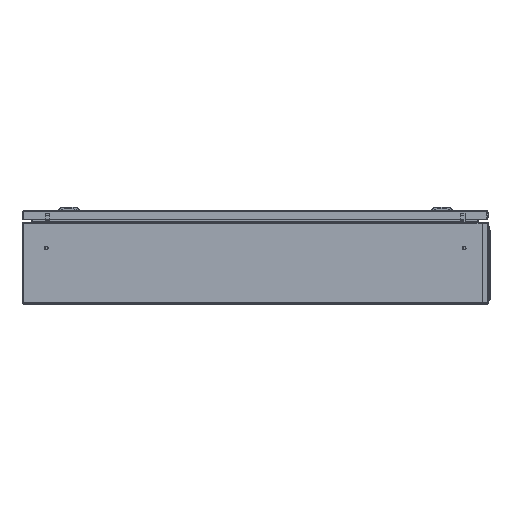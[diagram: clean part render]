
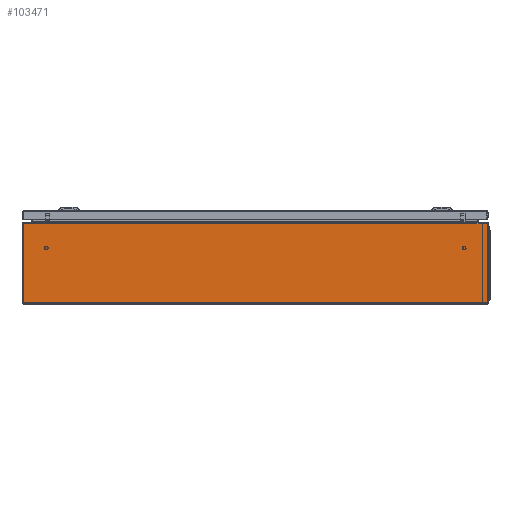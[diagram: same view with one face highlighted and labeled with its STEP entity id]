
A CAD part, left-side view. The second image highlights one B-rep face of the part: STEP entity #103471.
In plain terms, the highlighted planar face has unit normal (-1, 0, 0).
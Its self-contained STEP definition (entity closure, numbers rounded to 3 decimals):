
#1291 = CARTESIAN_POINT ( 'NONE',  ( -1.2, -85.1, -497.55 ) ) ;
#2204 = AXIS2_PLACEMENT_3D ( 'NONE', #100558, #22934, #57521 ) ;
#3803 = CARTESIAN_POINT ( 'NONE',  ( -1.2, 85.1, -497.3 ) ) ;
#3993 = DIRECTION ( 'NONE',  ( 0., 0., 1. ) ) ;
#7145 = ORIENTED_EDGE ( 'NONE', *, *, #65023, .T. ) ;
#7181 = EDGE_CURVE ( 'NONE', #75775, #48961, #53642, .T. ) ;
#7793 = CARTESIAN_POINT ( 'NONE',  ( -1.2, -85.1, 498.8 ) ) ;
#8884 = LINE ( 'NONE', #43467, #40857 ) ;
#10581 = DIRECTION ( 'NONE',  ( 0., 0., -1. ) ) ;
#10703 = DIRECTION ( 'NONE',  ( 0., 0., -1. ) ) ;
#14015 = ORIENTED_EDGE ( 'NONE', *, *, #7181, .F. ) ;
#14036 = VERTEX_POINT ( 'NONE', #1291 ) ;
#16162 = ORIENTED_EDGE ( 'NONE', *, *, #102650, .F. ) ;
#22127 = CARTESIAN_POINT ( 'NONE',  ( -1.2, 85.1, 497. ) ) ;
#22934 = DIRECTION ( 'NONE',  ( 1., 0., 0. ) ) ;
#24434 = DIRECTION ( 'NONE',  ( 0., -1., 0. ) ) ;
#24909 = EDGE_CURVE ( 'NONE', #110692, #48433, #67508, .T. ) ;
#30667 = VECTOR ( 'NONE', #42361, 1000. ) ;
#31449 = FACE_OUTER_BOUND ( 'NONE', #43094, .T. ) ;
#40857 = VECTOR ( 'NONE', #77994, 1000. ) ;
#42361 = DIRECTION ( 'NONE',  ( 0., 0., -1. ) ) ;
#43094 = EDGE_LOOP ( 'NONE', ( #62164, #110395, #103217, #92681, #16162, #7145, #14015 ) ) ;
#43467 = CARTESIAN_POINT ( 'NONE',  ( -1.2, 85.1, 498.8 ) ) ;
#44486 = VERTEX_POINT ( 'NONE', #70980 ) ;
#46005 = CARTESIAN_POINT ( 'NONE',  ( -1.2, -85.1, 496.95 ) ) ;
#47099 = LINE ( 'NONE', #81617, #75760 ) ;
#48433 = VERTEX_POINT ( 'NONE', #77495 ) ;
#48961 = VERTEX_POINT ( 'NONE', #46005 ) ;
#53556 = VECTOR ( 'NONE', #10703, 1000. ) ;
#53642 = LINE ( 'NONE', #88180, #66758 ) ;
#53769 = LINE ( 'NONE', #88304, #53556 ) ;
#56695 = DIRECTION ( 'NONE',  ( 0., -1., 0. ) ) ;
#57521 = DIRECTION ( 'NONE',  ( 0., 0., -1. ) ) ;
#57796 = EDGE_CURVE ( 'NONE', #110692, #91191, #8884, .T. ) ;
#62164 = ORIENTED_EDGE ( 'NONE', *, *, #98880, .F. ) ;
#65023 = EDGE_CURVE ( 'NONE', #14036, #48961, #47099, .T. ) ;
#66015 = PLANE ( 'NONE',  #2204 ) ;
#66758 = VECTOR ( 'NONE', #10581, 1000. ) ;
#67508 = LINE ( 'NONE', #102040, #95177 ) ;
#69464 = EDGE_CURVE ( 'NONE', #44486, #91191, #53769, .T. ) ;
#70980 = CARTESIAN_POINT ( 'NONE',  ( -1.2, 85.1, 497. ) ) ;
#75760 = VECTOR ( 'NONE', #3993, 1000. ) ;
#75775 = VERTEX_POINT ( 'NONE', #104456 ) ;
#77495 = CARTESIAN_POINT ( 'NONE',  ( -1.2, -85.1, -497.6 ) ) ;
#77994 = DIRECTION ( 'NONE',  ( 0., 0., 1. ) ) ;
#81617 = CARTESIAN_POINT ( 'NONE',  ( -1.2, -85.1, -497.55 ) ) ;
#85402 = LINE ( 'NONE', #7793, #30667 ) ;
#88180 = CARTESIAN_POINT ( 'NONE',  ( -1.2, -85.1, 498.8 ) ) ;
#88304 = CARTESIAN_POINT ( 'NONE',  ( -1.2, 85.1, 497. ) ) ;
#91191 = VERTEX_POINT ( 'NONE', #3803 ) ;
#92681 = ORIENTED_EDGE ( 'NONE', *, *, #24909, .T. ) ;
#95177 = VECTOR ( 'NONE', #24434, 1000. ) ;
#98835 = VECTOR ( 'NONE', #56695, 1000. ) ;
#98880 = EDGE_CURVE ( 'NONE', #44486, #75775, #108281, .T. ) ;
#100558 = CARTESIAN_POINT ( 'NONE',  ( -1.2, -85.1, -498.8 ) ) ;
#100909 = CARTESIAN_POINT ( 'NONE',  ( -1.2, 85.1, -497.6 ) ) ;
#102040 = CARTESIAN_POINT ( 'NONE',  ( -1.2, 85.1, -497.6 ) ) ;
#102650 = EDGE_CURVE ( 'NONE', #14036, #48433, #85402, .T. ) ;
#103217 = ORIENTED_EDGE ( 'NONE', *, *, #57796, .F. ) ;
#103471 = ADVANCED_FACE ( 'NONE', ( #31449 ), #66015, .F. ) ;
#104456 = CARTESIAN_POINT ( 'NONE',  ( -1.2, -85.1, 497. ) ) ;
#108281 = LINE ( 'NONE', #22127, #98835 ) ;
#110395 = ORIENTED_EDGE ( 'NONE', *, *, #69464, .T. ) ;
#110692 = VERTEX_POINT ( 'NONE', #100909 ) ;
